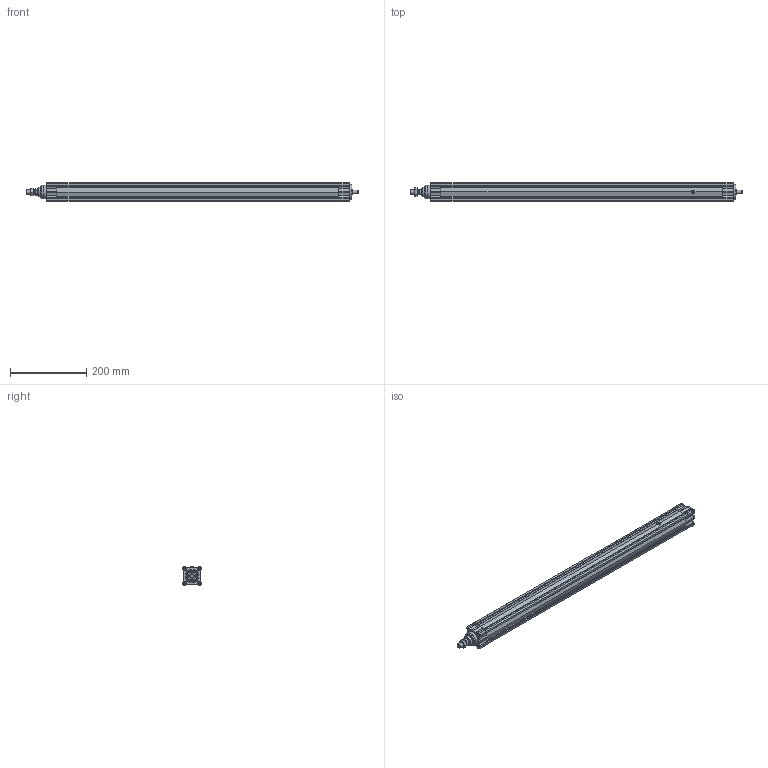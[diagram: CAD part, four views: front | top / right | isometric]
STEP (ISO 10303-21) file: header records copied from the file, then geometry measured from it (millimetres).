
FILE_DESCRIPTION( ( 'STEP AP214' ), '1' );
FILE_NAME( '18A.A.B.0640.B.0000(0).stp', '2020-10-23T12:28:11', ( 'License CC BY-ND 4.0' ), ( 'CADENAS' ), ' ', 'PARTsolutions', ' ' );
FILE_SCHEMA( ( 'AUTOMOTIVE_DESIGN { 1 0 10303 214 1 1 1 1 }' ) );
Length unit declared in the file: millimetre
Products named in the file (7): 18A.A.B.0640.B.0000(0); _1840-103-640; _1840-102; _CPP32-013; _1840-101; _stelo-40( 640); _1320.40.18F
Assembly tree (13 placements, depth 2):
  18A.A.B.0640.B.0000(0)
    _1840-103-640
    _1840-102
    _CPP32-013  x8
    _1840-101
    _stelo-40( 640)
    _1320.40.18F
Bounding box: 868.5 x 50.5 x 50.5 mm (x, y, z)
Volume: 1087360.3 mm3; surface area: 370093.1 mm2
Topology: 13 solids, 14 shells, 542 faces, 1311 edges, 838 vertices
Faces by surface type: plane 306, cylinder 146, cone 78, torus 12
Full cylindrical faces by diameter (mm): 4.134 x1, 4.917 x8, 6 x8, 6.4 x8, 8 x1, 9 x1, 10 x10, 10.5 x9, 10.647 x1, 12 x2, 16 x1, 22 x1, 24.524 x2, 25 x3, 26 x1, 30 x1, 31 x1, 32.5 x2, 34.7 x1, 35 x3, 40 x1
Entity records: 13971 total; most frequent: CARTESIAN_POINT 2017, DIRECTION 1891, ORIENTED_EDGE 1678, EDGE_CURVE 839, AXIS2_PLACEMENT_3D 694, VERTEX_POINT 596, EDGE_LOOP 511, LINE 503
